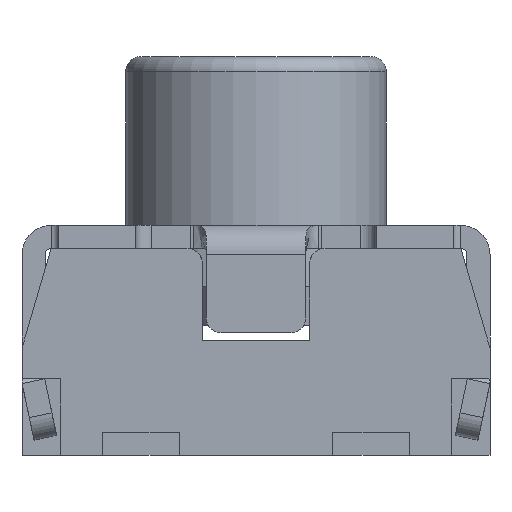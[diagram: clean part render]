
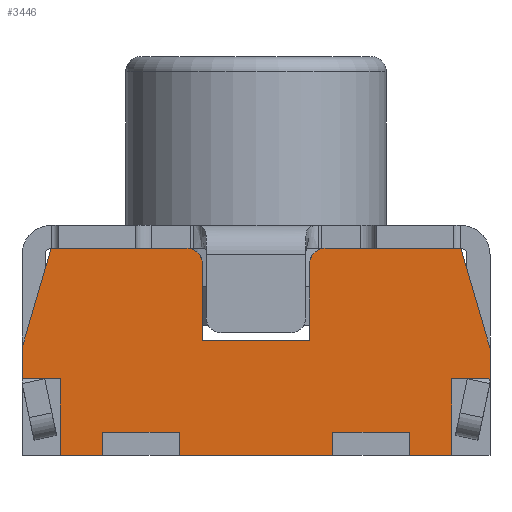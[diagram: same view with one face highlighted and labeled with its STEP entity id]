
A CAD part, front view. The second image highlights one B-rep face of the part: STEP entity #3446.
In plain terms, the highlighted planar face has unit normal (0, -1, 0).
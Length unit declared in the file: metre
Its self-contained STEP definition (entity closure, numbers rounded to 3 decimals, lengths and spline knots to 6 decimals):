
#203=CIRCLE('',#6271,0.0001);
#204=CIRCLE('',#6275,0.0001);
#1530=ORIENTED_EDGE('',*,*,#2149,.F.);
#1531=ORIENTED_EDGE('',*,*,#2193,.T.);
#1532=ORIENTED_EDGE('',*,*,#2127,.T.);
#1533=ORIENTED_EDGE('',*,*,#2090,.T.);
#1534=ORIENTED_EDGE('',*,*,#2086,.T.);
#1535=ORIENTED_EDGE('',*,*,#2085,.T.);
#1536=ORIENTED_EDGE('',*,*,#2082,.F.);
#1537=ORIENTED_EDGE('',*,*,#2080,.T.);
#1538=ORIENTED_EDGE('',*,*,#2079,.F.);
#1539=ORIENTED_EDGE('',*,*,#2108,.F.);
#1540=ORIENTED_EDGE('',*,*,#2075,.T.);
#1541=ORIENTED_EDGE('',*,*,#2074,.T.);
#1542=ORIENTED_EDGE('',*,*,#2072,.F.);
#1543=ORIENTED_EDGE('',*,*,#2069,.T.);
#1544=ORIENTED_EDGE('',*,*,#2068,.F.);
#1545=ORIENTED_EDGE('',*,*,#2065,.T.);
#1546=ORIENTED_EDGE('',*,*,#2148,.F.);
#1547=ORIENTED_EDGE('',*,*,#2194,.T.);
#1548=ORIENTED_EDGE('',*,*,#2189,.F.);
#1549=ORIENTED_EDGE('',*,*,#2192,.F.);
#1550=ORIENTED_EDGE('',*,*,#2182,.F.);
#1551=ORIENTED_EDGE('',*,*,#2195,.T.);
#1552=ORIENTED_EDGE('',*,*,#2156,.F.);
#1553=ORIENTED_EDGE('',*,*,#2159,.F.);
#2065=EDGE_CURVE('',#2506,#2505,#5295,.T.);
#2068=EDGE_CURVE('',#2506,#2507,#5298,.T.);
#2069=EDGE_CURVE('',#2508,#2507,#5299,.T.);
#2072=EDGE_CURVE('',#2508,#2509,#5302,.T.);
#2074=EDGE_CURVE('',#2510,#2509,#203,.T.);
#2075=EDGE_CURVE('',#2511,#2510,#5304,.T.);
#2079=EDGE_CURVE('',#2513,#2512,#5308,.T.);
#2080=EDGE_CURVE('',#2514,#2512,#204,.T.);
#2082=EDGE_CURVE('',#2514,#2515,#5310,.T.);
#2085=EDGE_CURVE('',#2516,#2515,#5313,.T.);
#2086=EDGE_CURVE('',#2517,#2516,#5314,.T.);
#2090=EDGE_CURVE('',#2519,#2517,#5318,.T.);
#2108=EDGE_CURVE('',#2511,#2513,#5335,.T.);
#2127=EDGE_CURVE('',#2540,#2519,#5353,.T.);
#2148=EDGE_CURVE('',#2551,#2505,#5374,.T.);
#2149=EDGE_CURVE('',#2552,#2553,#5375,.T.);
#2156=EDGE_CURVE('',#2558,#2559,#5382,.T.);
#2159=EDGE_CURVE('',#2553,#2558,#5385,.T.);
#2182=EDGE_CURVE('',#2576,#2577,#5408,.T.);
#2189=EDGE_CURVE('',#2582,#2583,#5415,.T.);
#2192=EDGE_CURVE('',#2577,#2582,#5418,.T.);
#2193=EDGE_CURVE('',#2552,#2540,#5419,.T.);
#2194=EDGE_CURVE('',#2551,#2583,#5420,.T.);
#2195=EDGE_CURVE('',#2576,#2559,#5421,.T.);
#2505=VERTEX_POINT('',#8720);
#2506=VERTEX_POINT('',#8722);
#2507=VERTEX_POINT('',#8726);
#2508=VERTEX_POINT('',#8730);
#2509=VERTEX_POINT('',#8734);
#2510=VERTEX_POINT('',#8738);
#2511=VERTEX_POINT('',#8742);
#2512=VERTEX_POINT('',#8746);
#2513=VERTEX_POINT('',#8748);
#2514=VERTEX_POINT('',#8752);
#2515=VERTEX_POINT('',#8756);
#2516=VERTEX_POINT('',#8760);
#2517=VERTEX_POINT('',#8764);
#2519=VERTEX_POINT('',#8769);
#2540=VERTEX_POINT('',#8843);
#2551=VERTEX_POINT('',#8883);
#2552=VERTEX_POINT('',#8887);
#2553=VERTEX_POINT('',#8888);
#2558=VERTEX_POINT('',#8902);
#2559=VERTEX_POINT('',#8903);
#2576=VERTEX_POINT('',#8956);
#2577=VERTEX_POINT('',#8957);
#2582=VERTEX_POINT('',#8971);
#2583=VERTEX_POINT('',#8972);
#2819=EDGE_LOOP('',(#1530,#1531,#1532,#1533,#1534,#1535,#1536,#1537,#1538,
#1539,#1540,#1541,#1542,#1543,#1544,#1545,#1546,#1547,#1548,#1549,#1550,
#1551,#1552,#1553));
#3057=FACE_BOUND('',#2819,.T.);
#3217=PLANE('',#6321);
#3446=ADVANCED_FACE('',(#3057),#3217,.T.);
#5295=LINE('',#8721,#5775);
#5298=LINE('',#8727,#5778);
#5299=LINE('',#8729,#5779);
#5302=LINE('',#8735,#5782);
#5304=LINE('',#8741,#5784);
#5308=LINE('',#8749,#5788);
#5310=LINE('',#8755,#5790);
#5313=LINE('',#8761,#5793);
#5314=LINE('',#8763,#5794);
#5318=LINE('',#8771,#5798);
#5335=LINE('',#8806,#5815);
#5353=LINE('',#8842,#5833);
#5374=LINE('',#8884,#5854);
#5375=LINE('',#8886,#5855);
#5382=LINE('',#8901,#5862);
#5385=LINE('',#8907,#5865);
#5408=LINE('',#8955,#5888);
#5415=LINE('',#8970,#5895);
#5418=LINE('',#8976,#5898);
#5419=LINE('',#8978,#5899);
#5420=LINE('',#8979,#5900);
#5421=LINE('',#8980,#5901);
#5775=VECTOR('',#7274,1.);
#5778=VECTOR('',#7279,1.);
#5779=VECTOR('',#7282,1.);
#5782=VECTOR('',#7287,1.);
#5784=VECTOR('',#7295,1.);
#5788=VECTOR('',#7301,1.);
#5790=VECTOR('',#7309,1.);
#5793=VECTOR('',#7314,1.);
#5794=VECTOR('',#7317,1.);
#5798=VECTOR('',#7323,1.);
#5815=VECTOR('',#7356,1.);
#5833=VECTOR('',#7390,1.);
#5854=VECTOR('',#7429,1.);
#5855=VECTOR('',#7432,1.);
#5862=VECTOR('',#7443,1.);
#5865=VECTOR('',#7448,1.);
#5888=VECTOR('',#7489,1.);
#5895=VECTOR('',#7500,1.);
#5898=VECTOR('',#7505,1.);
#5899=VECTOR('',#7508,1.);
#5900=VECTOR('',#7509,1.);
#5901=VECTOR('',#7510,1.);
#6271=AXIS2_PLACEMENT_3D('',#8739,#7291,#7292);
#6275=AXIS2_PLACEMENT_3D('',#8751,#7304,#7305);
#6321=AXIS2_PLACEMENT_3D('',#8977,#7506,#7507);
#7274=DIRECTION('',(1.,0.,0.));
#7279=DIRECTION('',(0.,0.,1.));
#7282=DIRECTION('',(-0.281,0.,-0.96));
#7287=DIRECTION('',(1.,0.,0.));
#7291=DIRECTION('',(0.,-1.,0.));
#7292=DIRECTION('',(1.,0.,0.));
#7295=DIRECTION('',(0.,0.,1.));
#7301=DIRECTION('',(0.,0.,1.));
#7304=DIRECTION('',(0.,-1.,0.));
#7305=DIRECTION('',(1.,0.,0.));
#7309=DIRECTION('',(1.,0.,0.));
#7314=DIRECTION('',(-0.281,0.,0.96));
#7317=DIRECTION('',(0.,0.,1.));
#7323=DIRECTION('',(1.,0.,0.));
#7356=DIRECTION('',(1.,0.,0.));
#7390=DIRECTION('',(0.,0.,1.));
#7429=DIRECTION('',(0.,0.,1.));
#7432=DIRECTION('',(0.,0.,1.));
#7443=DIRECTION('',(0.,0.,-1.));
#7448=DIRECTION('',(-1.,0.,0.));
#7489=DIRECTION('',(0.,0.,1.));
#7500=DIRECTION('',(0.,0.,-1.));
#7505=DIRECTION('',(-1.,0.,0.));
#7506=DIRECTION('',(0.,-1.,0.));
#7507=DIRECTION('',(1.,0.,0.));
#7508=DIRECTION('',(1.,0.,0.));
#7509=DIRECTION('',(1.,0.,0.));
#7510=DIRECTION('',(1.,0.,0.));
#8720=CARTESIAN_POINT('',(-0.001275,-0.00175,0.0005));
#8721=CARTESIAN_POINT('',(-0.001525,-0.00175,0.0005));
#8722=CARTESIAN_POINT('',(-0.001525,-0.00175,0.0005));
#8726=CARTESIAN_POINT('',(-0.001525,-0.00175,0.0007));
#8727=CARTESIAN_POINT('',(-0.001525,-0.00175,0.));
#8729=CARTESIAN_POINT('',(-0.001694,-0.00175,0.000122));
#8730=CARTESIAN_POINT('',(-0.001335,-0.00175,0.00135));
#8734=CARTESIAN_POINT('',(-0.00045,-0.00175,0.00135));
#8735=CARTESIAN_POINT('',(-0.001335,-0.00175,0.00135));
#8738=CARTESIAN_POINT('',(-0.00035,-0.00175,0.00125));
#8739=CARTESIAN_POINT('',(-0.00045,-0.00175,0.00125));
#8741=CARTESIAN_POINT('',(-0.00035,-0.00175,0.));
#8742=CARTESIAN_POINT('',(-0.00035,-0.00175,0.00075));
#8746=CARTESIAN_POINT('',(0.00035,-0.00175,0.00125));
#8748=CARTESIAN_POINT('',(0.00035,-0.00175,0.00075));
#8749=CARTESIAN_POINT('',(0.00035,-0.00175,0.001));
#8751=CARTESIAN_POINT('',(0.00045,-0.00175,0.00125));
#8752=CARTESIAN_POINT('',(0.00045,-0.00175,0.00135));
#8755=CARTESIAN_POINT('',(0.00045,-0.00175,0.00135));
#8756=CARTESIAN_POINT('',(0.001335,-0.00175,0.00135));
#8760=CARTESIAN_POINT('',(0.001525,-0.00175,0.0007));
#8761=CARTESIAN_POINT('',(0.001493,-0.00175,0.000809));
#8763=CARTESIAN_POINT('',(0.001525,-0.00175,0.));
#8764=CARTESIAN_POINT('',(0.001525,-0.00175,0.0005));
#8769=CARTESIAN_POINT('',(0.001275,-0.00175,0.0005));
#8771=CARTESIAN_POINT('',(0.001275,-0.00175,0.0005));
#8806=CARTESIAN_POINT('',(-0.00035,-0.00175,0.00075));
#8842=CARTESIAN_POINT('',(0.001275,-0.00175,0.));
#8843=CARTESIAN_POINT('',(0.001275,-0.00175,0.));
#8883=CARTESIAN_POINT('',(-0.001275,-0.00175,0.));
#8884=CARTESIAN_POINT('',(-0.001275,-0.00175,0.));
#8886=CARTESIAN_POINT('',(0.001,-0.00175,0.));
#8887=CARTESIAN_POINT('',(0.001,-0.00175,0.));
#8888=CARTESIAN_POINT('',(0.001,-0.00175,0.00015));
#8901=CARTESIAN_POINT('',(0.0005,-0.00175,0.));
#8902=CARTESIAN_POINT('',(0.0005,-0.00175,0.00015));
#8903=CARTESIAN_POINT('',(0.0005,-0.00175,0.));
#8907=CARTESIAN_POINT('',(0.001,-0.00175,0.00015));
#8955=CARTESIAN_POINT('',(-0.0005,-0.00175,0.));
#8956=CARTESIAN_POINT('',(-0.0005,-0.00175,0.));
#8957=CARTESIAN_POINT('',(-0.0005,-0.00175,0.00015));
#8970=CARTESIAN_POINT('',(-0.001,-0.00175,0.00015));
#8971=CARTESIAN_POINT('',(-0.001,-0.00175,0.00015));
#8972=CARTESIAN_POINT('',(-0.001,-0.00175,0.));
#8976=CARTESIAN_POINT('',(-0.0005,-0.00175,0.00015));
#8977=CARTESIAN_POINT('',(-0.001275,-0.00175,0.));
#8978=CARTESIAN_POINT('',(0.001,-0.00175,0.));
#8979=CARTESIAN_POINT('',(-0.001275,-0.00175,0.));
#8980=CARTESIAN_POINT('',(-0.0005,-0.00175,0.));
